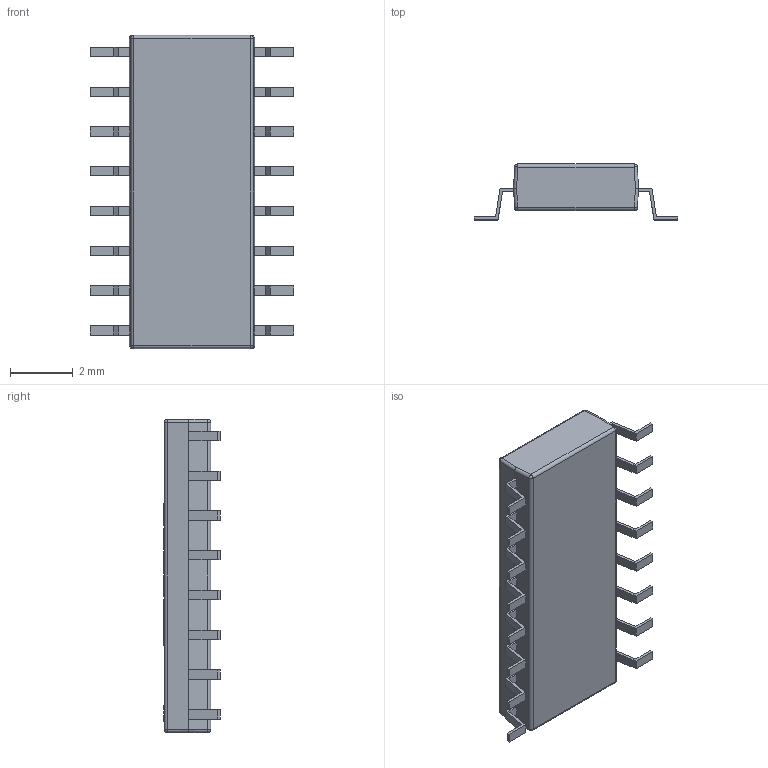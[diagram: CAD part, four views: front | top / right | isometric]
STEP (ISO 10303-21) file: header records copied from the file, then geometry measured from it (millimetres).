
FILE_DESCRIPTION (( 'STEP AP214' ), '1' );
FILE_NAME ('SOP-16_CH444G.STEP', '2014-01-09T00:56:38', ( 'BT_YANFB_XUJUNRAN' ), ( '' ), 'SwSTEP 2.0', 'SolidWorks 2010', '' );
FILE_SCHEMA (( 'AUTOMOTIVE_DESIGN' ));
Length unit declared in the file: millimetre
Products named in the file (3): 錨璃2; 錨璃1; SOP-16_CH444G
Assembly tree (3 placements, depth 2):
  SOP-16_CH444G
    錨璃2  x2
    錨璃1
Bounding box: 6.48 x 1.79 x 10 mm (x, y, z)
Volume: 59.4 mm3; surface area: 143.5 mm2
Topology: 17 solids, 17 shells, 334 faces, 850 edges, 552 vertices
Faces by surface type: plane 272, bspline 36, cylinder 18, sphere 8
Entity records: 11676 total; most frequent: CARTESIAN_POINT 4046, ORIENTED_EDGE 1300, DIRECTION 1050, EDGE_CURVE 650, VECTOR 546, LINE 546, VERTEX_POINT 424, EDGE_LOOP 264
